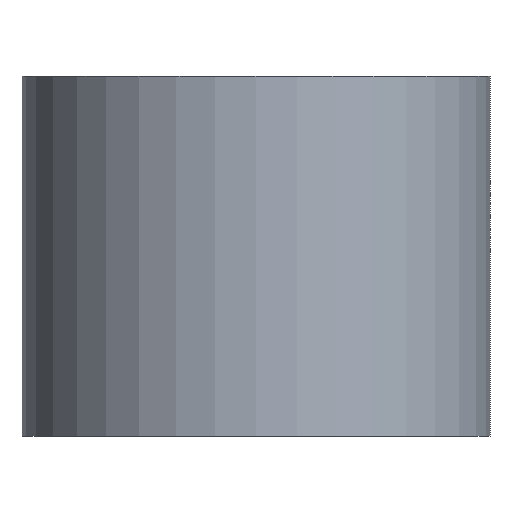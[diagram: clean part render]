
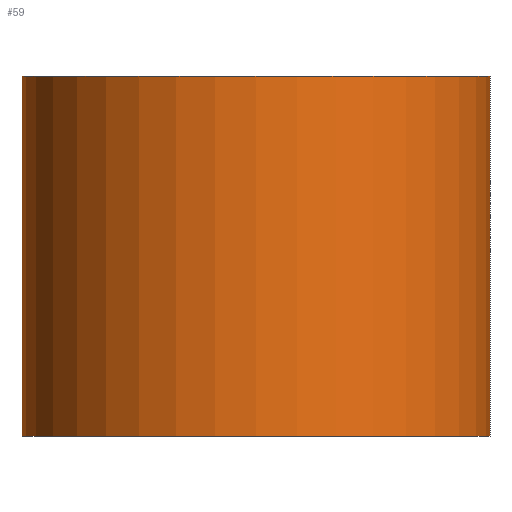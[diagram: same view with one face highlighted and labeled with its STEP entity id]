
A CAD part, front view. The second image highlights one B-rep face of the part: STEP entity #59.
In plain terms, the highlighted cylindrical face has radius 45.5 mm (diameter 91 mm), a partial arc.
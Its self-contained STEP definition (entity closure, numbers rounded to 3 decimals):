
#59=ADVANCED_FACE('',(#116),#117,.T.);
#116=FACE_OUTER_BOUND('',#164,.T.);
#117=CYLINDRICAL_SURFACE('',#165,45.5);
#164=EDGE_LOOP('',(#257,#258,#259,#260));
#165=AXIS2_PLACEMENT_3D('',#261,#262,#263);
#257=ORIENTED_EDGE('',*,*,#266,.T.);
#258=ORIENTED_EDGE('',*,*,#293,.T.);
#259=ORIENTED_EDGE('',*,*,#268,.T.);
#260=ORIENTED_EDGE('',*,*,#296,.T.);
#261=CARTESIAN_POINT('',(0.0,0.0,-31.0));
#262=DIRECTION('',(0.0,0.0,-1.0));
#263=DIRECTION('',(1.0,0.0,0.0));
#266=EDGE_CURVE('',#303,#304,#305,.T.);
#268=EDGE_CURVE('',#308,#306,#309,.T.);
#293=EDGE_CURVE('',#304,#308,#346,.T.);
#296=EDGE_CURVE('',#306,#303,#349,.T.);
#303=VERTEX_POINT('',#356);
#304=VERTEX_POINT('',#357);
#305=LINE('',#358,#359);
#306=VERTEX_POINT('',#360);
#308=VERTEX_POINT('',#362);
#309=LINE('',#363,#364);
#346=CIRCLE('',#407,45.5);
#349=CIRCLE('',#410,45.5);
#356=CARTESIAN_POINT('',(45.5,0.,-30.0));
#357=CARTESIAN_POINT('',(45.5,0.,40.0));
#358=CARTESIAN_POINT('',(45.5,0.,5.0));
#359=VECTOR('',#416,1.0);
#360=CARTESIAN_POINT('',(-45.5,0.,-30.0));
#362=CARTESIAN_POINT('',(-45.5,0.,40.0));
#363=CARTESIAN_POINT('',(-45.5,0.,5.0));
#364=VECTOR('',#420,1.0);
#407=AXIS2_PLACEMENT_3D('',#463,#464,#465);
#410=AXIS2_PLACEMENT_3D('',#469,#470,#471);
#416=DIRECTION('',(-0.0,-0.0,1.0));
#420=DIRECTION('',(0.0,0.0,-1.0));
#463=CARTESIAN_POINT('',(0.0,0.0,40.0));
#464=DIRECTION('',(0.0,0.0,-1.0));
#465=DIRECTION('',(1.0,0.0,0.0));
#469=CARTESIAN_POINT('',(0.0,0.0,-30.0));
#470=DIRECTION('',(0.0,0.0,1.0));
#471=DIRECTION('',(1.0,0.0,0.0));
